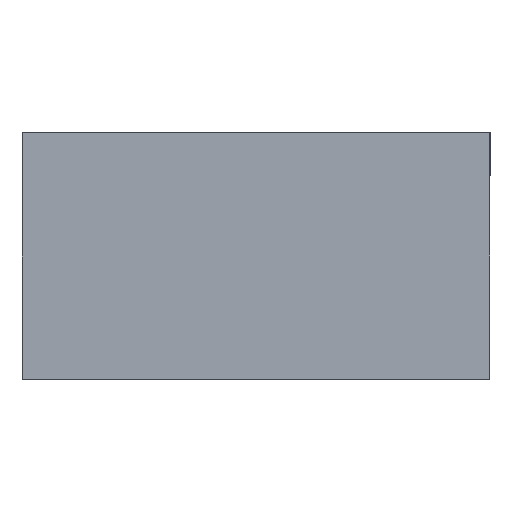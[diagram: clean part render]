
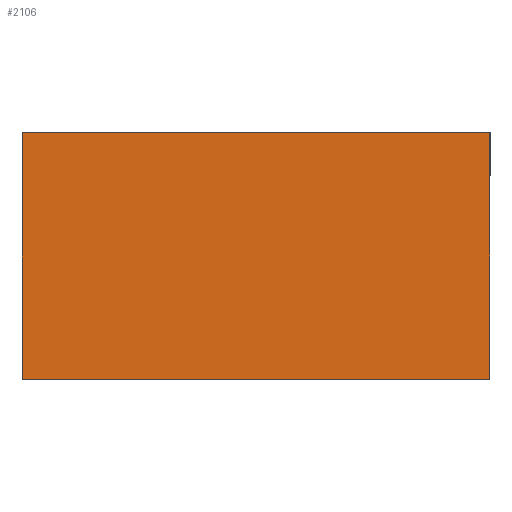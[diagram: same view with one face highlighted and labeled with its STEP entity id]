
A CAD part, front view. The second image highlights one B-rep face of the part: STEP entity #2106.
In plain terms, the highlighted planar face has unit normal (0, -1, 0).
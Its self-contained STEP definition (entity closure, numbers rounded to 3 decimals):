
#174 = DIRECTION ( 'NONE',  ( 0., 0., 1. ) ) ;
#255 = CARTESIAN_POINT ( 'NONE',  ( 6.758, -2., -33.635 ) ) ;
#519 = VERTEX_POINT ( 'NONE', #1841 ) ;
#533 = VERTEX_POINT ( 'NONE', #255 ) ;
#605 = EDGE_CURVE ( 'NONE', #3600, #519, #1501, .T. ) ;
#705 = CARTESIAN_POINT ( 'NONE',  ( 63.758, -2., -3.635 ) ) ;
#852 = EDGE_LOOP ( 'NONE', ( #1255, #3291, #3753, #3497 ) ) ;
#1141 = VECTOR ( 'NONE', #3016, 1000. ) ;
#1151 = DIRECTION ( 'NONE',  ( 0., 0., -1. ) ) ;
#1186 = PLANE ( 'NONE',  #4044 ) ;
#1188 = DIRECTION ( 'NONE',  ( 1., 0., 0. ) ) ;
#1242 = VECTOR ( 'NONE', #1188, 1000. ) ;
#1255 = ORIENTED_EDGE ( 'NONE', *, *, #1779, .F. ) ;
#1501 = LINE ( 'NONE', #705, #1242 ) ;
#1545 = LINE ( 'NONE', #4684, #3595 ) ;
#1579 = DIRECTION ( 'NONE',  ( 0., -1., 0. ) ) ;
#1761 = CARTESIAN_POINT ( 'NONE',  ( 6.758, -2., -33.635 ) ) ;
#1779 = EDGE_CURVE ( 'NONE', #519, #4871, #1545, .T. ) ;
#1841 = CARTESIAN_POINT ( 'NONE',  ( 63.758, -2., -3.635 ) ) ;
#2106 = ADVANCED_FACE ( 'NONE', ( #3564 ), #1186, .T. ) ;
#2110 = LINE ( 'NONE', #1761, #4734 ) ;
#2811 = CARTESIAN_POINT ( 'NONE',  ( 0., -2., 0. ) ) ;
#2940 = LINE ( 'NONE', #3378, #1141 ) ;
#3016 = DIRECTION ( 'NONE',  ( -1., 0., 0. ) ) ;
#3291 = ORIENTED_EDGE ( 'NONE', *, *, #605, .F. ) ;
#3378 = CARTESIAN_POINT ( 'NONE',  ( 63.758, -2., -33.635 ) ) ;
#3497 = ORIENTED_EDGE ( 'NONE', *, *, #4984, .F. ) ;
#3564 = FACE_OUTER_BOUND ( 'NONE', #852, .T. ) ;
#3595 = VECTOR ( 'NONE', #1151, 1000. ) ;
#3600 = VERTEX_POINT ( 'NONE', #4532 ) ;
#3604 = EDGE_CURVE ( 'NONE', #533, #3600, #2110, .T. ) ;
#3624 = CARTESIAN_POINT ( 'NONE',  ( 63.758, -2., -33.635 ) ) ;
#3753 = ORIENTED_EDGE ( 'NONE', *, *, #3604, .F. ) ;
#4044 = AXIS2_PLACEMENT_3D ( 'NONE', #2811, #1579, #4403 ) ;
#4403 = DIRECTION ( 'NONE',  ( 0., 0., -1. ) ) ;
#4532 = CARTESIAN_POINT ( 'NONE',  ( 6.758, -2., -3.635 ) ) ;
#4684 = CARTESIAN_POINT ( 'NONE',  ( 63.758, -2., -33.635 ) ) ;
#4734 = VECTOR ( 'NONE', #174, 1000. ) ;
#4871 = VERTEX_POINT ( 'NONE', #3624 ) ;
#4984 = EDGE_CURVE ( 'NONE', #4871, #533, #2940, .T. ) ;
